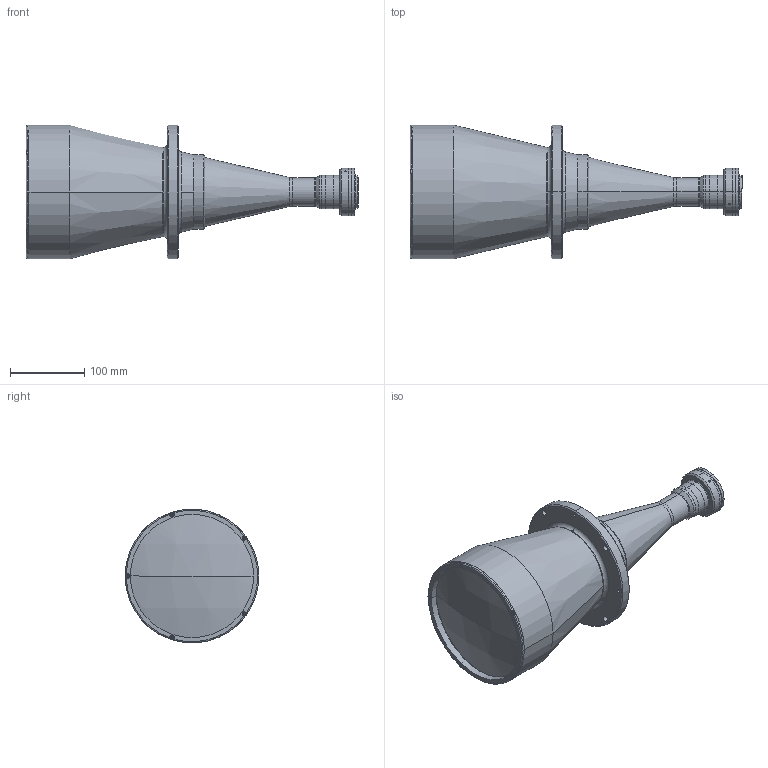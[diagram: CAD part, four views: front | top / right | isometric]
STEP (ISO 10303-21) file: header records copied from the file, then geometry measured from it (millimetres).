
FILE_DESCRIPTION (( 'STEP AP203' ), '1' );
FILE_NAME ('DP32156-A_TC10M120-F.step', '2022-12-06T16:28:43', ( '' ), ( '' ), 'SwSTEP 2.0', 'SolidWorks 2021', '' );
FILE_SCHEMA (( 'CONFIG_CONTROL_DESIGN' ));
Length unit declared in the file: millimetre
Products named in the file (1): DP32156-A_TC10M120-F
Bounding box: 446.72 x 180 x 180 mm (x, y, z)
Surface area: 236362 mm2 (no closed solid volume)
Topology: 0 solids, 29 shells, 193 faces, 613 edges, 436 vertices
Faces by surface type: cylinder 89, plane 55, cone 26, torus 21, sphere 2
Entity records: 7300 total; most frequent: CARTESIAN_POINT 1619, DIRECTION 1292, ORIENTED_EDGE 957, EDGE_CURVE 611, AXIS2_PLACEMENT_3D 515, VERTEX_POINT 436, CIRCLE 321, LINE 262
